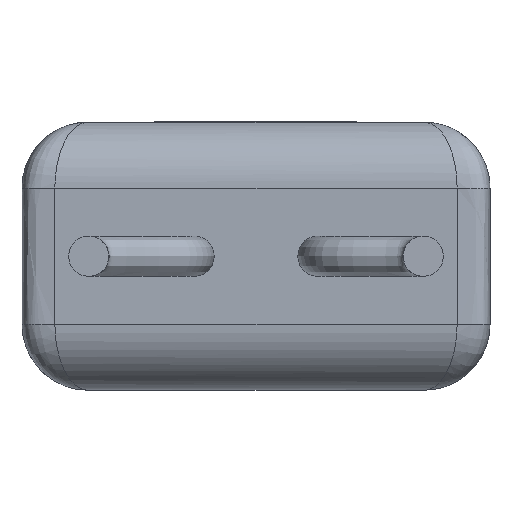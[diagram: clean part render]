
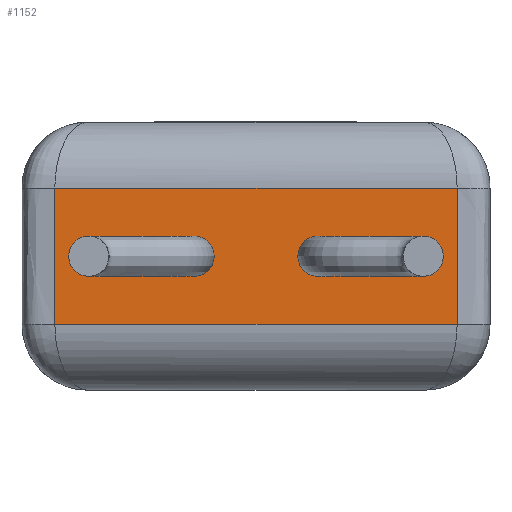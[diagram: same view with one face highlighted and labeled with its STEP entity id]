
A CAD part, front view. The second image highlights one B-rep face of the part: STEP entity #1152.
In plain terms, the highlighted planar face has unit normal (0, -1, 0).
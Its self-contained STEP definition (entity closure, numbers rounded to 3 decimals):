
#23 = DIRECTION ( 'NONE',  ( 1., 0., 0. ) ) ;
#73 = B_SPLINE_CURVE_WITH_KNOTS ( 'NONE', 3,
 ( #3741, #251, #2303, #2197 ),
 .UNSPECIFIED., .F., .F.,
 ( 4, 4 ),
 ( 0.246, 0.754 ),
 .UNSPECIFIED. ) ;
#93 = DIRECTION ( 'NONE',  ( 0., 1., 0. ) ) ;
#251 = CARTESIAN_POINT ( 'NONE',  ( 6.61, 0., 1.69 ) ) ;
#312 = CARTESIAN_POINT ( 'NONE',  ( 6.61, 0., 1. ) ) ;
#416 = CARTESIAN_POINT ( 'NONE',  ( 6.61, 0., 3.07 ) ) ;
#613 = DIRECTION ( 'NONE',  ( 0., 0., 1. ) ) ;
#628 = FACE_BOUND ( 'NONE', #2247, .T. ) ;
#691 = ORIENTED_EDGE ( 'NONE', *, *, #3268, .T. ) ;
#910 = CARTESIAN_POINT ( 'NONE',  ( 0.5, 0., 1. ) ) ;
#935 = VERTEX_POINT ( 'NONE', #2090 ) ;
#978 = DIRECTION ( 'NONE',  ( 0., 0., 1. ) ) ;
#989 = EDGE_CURVE ( 'NONE', #935, #4191, #5207, .T. ) ;
#1062 = CIRCLE ( 'NONE', #4957, 0.305 ) ;
#1118 = B_SPLINE_CURVE_WITH_KNOTS ( 'NONE', 3,
 ( #2412, #6440, #5494, #1817 ),
 .UNSPECIFIED., .F., .F.,
 ( 4, 4 ),
 ( 0.246, 0.754 ),
 .UNSPECIFIED. ) ;
#1152 = ADVANCED_FACE ( 'NONE', ( #2111, #2549, #628 ), #2000, .F. ) ;
#1313 = AXIS2_PLACEMENT_3D ( 'NONE', #6053, #1910, #2378 ) ;
#1427 = LINE ( 'NONE', #2911, #1577 ) ;
#1463 = CARTESIAN_POINT ( 'NONE',  ( 2.615, 0., 2.035 ) ) ;
#1577 = VECTOR ( 'NONE', #3866, 1000. ) ;
#1615 = DIRECTION ( 'NONE',  ( 0., 0., -1. ) ) ;
#1722 = ORIENTED_EDGE ( 'NONE', *, *, #2442, .T. ) ;
#1817 = CARTESIAN_POINT ( 'NONE',  ( 0.5, 0., 1. ) ) ;
#1910 = DIRECTION ( 'NONE',  ( 0., 1., 0. ) ) ;
#1944 = EDGE_CURVE ( 'NONE', #4641, #4928, #1062, .T. ) ;
#2000 = PLANE ( 'NONE',  #3374 ) ;
#2016 = EDGE_LOOP ( 'NONE', ( #691, #3896, #1722, #3602 ) ) ;
#2067 = VERTEX_POINT ( 'NONE', #910 ) ;
#2090 = CARTESIAN_POINT ( 'NONE',  ( 2.31, 0., 2.035 ) ) ;
#2102 = VERTEX_POINT ( 'NONE', #312 ) ;
#2111 = FACE_BOUND ( 'NONE', #5549, .T. ) ;
#2197 = CARTESIAN_POINT ( 'NONE',  ( 6.61, 0., 3.07 ) ) ;
#2247 = EDGE_LOOP ( 'NONE', ( #3357, #5117 ) ) ;
#2268 = VECTOR ( 'NONE', #23, 1000. ) ;
#2303 = CARTESIAN_POINT ( 'NONE',  ( 6.61, 0., 2.38 ) ) ;
#2378 = DIRECTION ( 'NONE',  ( 0., 0., -1. ) ) ;
#2412 = CARTESIAN_POINT ( 'NONE',  ( 0.5, 0., 3.07 ) ) ;
#2419 = CARTESIAN_POINT ( 'NONE',  ( 4.495, 0., 2.34 ) ) ;
#2442 = EDGE_CURVE ( 'NONE', #2102, #6437, #73, .T. ) ;
#2549 = FACE_OUTER_BOUND ( 'NONE', #2016, .T. ) ;
#2569 = DIRECTION ( 'NONE',  ( 0., -1., 0. ) ) ;
#2648 = ORIENTED_EDGE ( 'NONE', *, *, #1944, .T. ) ;
#2891 = CIRCLE ( 'NONE', #5585, 0.305 ) ;
#2911 = CARTESIAN_POINT ( 'NONE',  ( 0., 0., 3.07 ) ) ;
#2983 = EDGE_CURVE ( 'NONE', #2067, #2102, #4686, .T. ) ;
#3268 = EDGE_CURVE ( 'NONE', #5841, #2067, #1118, .T. ) ;
#3297 = EDGE_CURVE ( 'NONE', #4928, #4641, #4108, .T. ) ;
#3357 = ORIENTED_EDGE ( 'NONE', *, *, #989, .F. ) ;
#3374 = AXIS2_PLACEMENT_3D ( 'NONE', #4411, #5488, #6499 ) ;
#3503 = DIRECTION ( 'NONE',  ( 0., -1., 0. ) ) ;
#3601 = CARTESIAN_POINT ( 'NONE',  ( 2.615, 0., 2.035 ) ) ;
#3602 = ORIENTED_EDGE ( 'NONE', *, *, #6046, .T. ) ;
#3724 = CARTESIAN_POINT ( 'NONE',  ( 4.495, 0., 2.035 ) ) ;
#3736 = CARTESIAN_POINT ( 'NONE',  ( 4.495, 0., 1.73 ) ) ;
#3741 = CARTESIAN_POINT ( 'NONE',  ( 6.61, 0., 1. ) ) ;
#3791 = AXIS2_PLACEMENT_3D ( 'NONE', #1463, #3503, #978 ) ;
#3866 = DIRECTION ( 'NONE',  ( -1., 0., 0. ) ) ;
#3896 = ORIENTED_EDGE ( 'NONE', *, *, #2983, .T. ) ;
#3999 = CARTESIAN_POINT ( 'NONE',  ( 6.61, 0., 1. ) ) ;
#4108 = CIRCLE ( 'NONE', #1313, 0.305 ) ;
#4191 = VERTEX_POINT ( 'NONE', #5375 ) ;
#4411 = CARTESIAN_POINT ( 'NONE',  ( 0., 0., 4.07 ) ) ;
#4641 = VERTEX_POINT ( 'NONE', #2419 ) ;
#4686 = LINE ( 'NONE', #3999, #2268 ) ;
#4928 = VERTEX_POINT ( 'NONE', #3736 ) ;
#4957 = AXIS2_PLACEMENT_3D ( 'NONE', #3724, #93, #1615 ) ;
#5117 = ORIENTED_EDGE ( 'NONE', *, *, #5460, .F. ) ;
#5207 = CIRCLE ( 'NONE', #3791, 0.305 ) ;
#5373 = CARTESIAN_POINT ( 'NONE',  ( 0.5, 0., 3.07 ) ) ;
#5375 = CARTESIAN_POINT ( 'NONE',  ( 2.92, 0., 2.035 ) ) ;
#5439 = ORIENTED_EDGE ( 'NONE', *, *, #3297, .T. ) ;
#5460 = EDGE_CURVE ( 'NONE', #4191, #935, #2891, .T. ) ;
#5488 = DIRECTION ( 'NONE',  ( 0., 1., 0. ) ) ;
#5494 = CARTESIAN_POINT ( 'NONE',  ( 0.5, 0., 1.69 ) ) ;
#5549 = EDGE_LOOP ( 'NONE', ( #2648, #5439 ) ) ;
#5585 = AXIS2_PLACEMENT_3D ( 'NONE', #3601, #2569, #613 ) ;
#5841 = VERTEX_POINT ( 'NONE', #5373 ) ;
#6046 = EDGE_CURVE ( 'NONE', #6437, #5841, #1427, .T. ) ;
#6053 = CARTESIAN_POINT ( 'NONE',  ( 4.495, 0., 2.035 ) ) ;
#6437 = VERTEX_POINT ( 'NONE', #416 ) ;
#6440 = CARTESIAN_POINT ( 'NONE',  ( 0.5, 0., 2.38 ) ) ;
#6499 = DIRECTION ( 'NONE',  ( 0., 0., 1. ) ) ;
